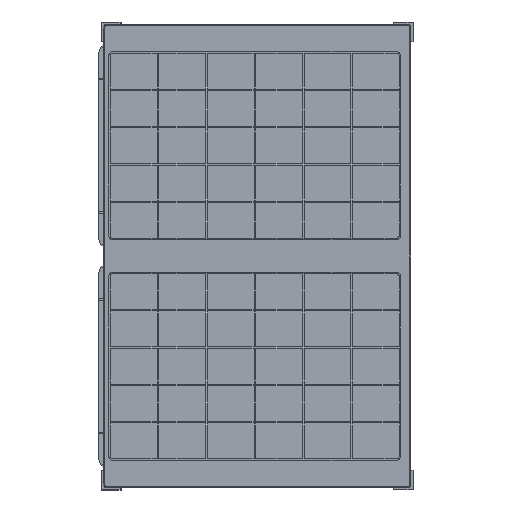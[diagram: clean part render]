
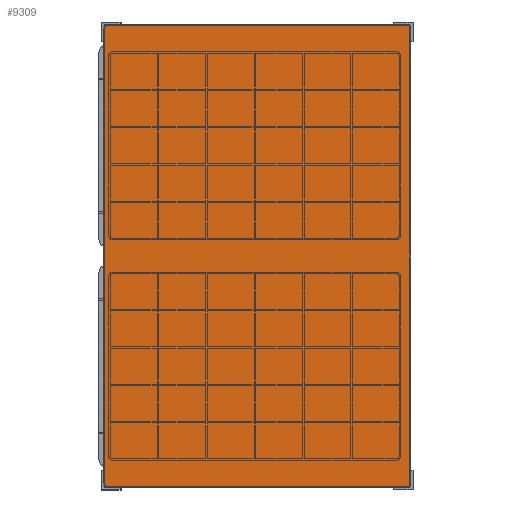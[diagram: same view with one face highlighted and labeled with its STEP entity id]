
A CAD part, front view. The second image highlights one B-rep face of the part: STEP entity #9309.
In plain terms, the highlighted face is planar.
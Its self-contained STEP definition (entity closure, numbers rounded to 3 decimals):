
#217=CIRCLE('',#13321,4.826);
#218=CIRCLE('',#13323,4.826);
#219=CIRCLE('',#13324,4.826);
#220=CIRCLE('',#13325,4.826);
#557=FACE_OUTER_BOUND('',#1257,.T.);
#1257=EDGE_LOOP('',(#5381,#5382,#5383,#5384,#5385,#5386,#5387,#5388,#5389,
#5390,#5391,#5392,#5393,#5394,#5395,#5396,#5397,#5398,#5399,#5400,#5401,
#5402,#5403,#5404,#5405,#5406,#5407,#5408,#5409,#5410,#5411,#5412));
#2022=VERTEX_POINT('',#17948);
#2023=VERTEX_POINT('',#17952);
#2034=VERTEX_POINT('',#17989);
#2035=VERTEX_POINT('',#17993);
#2046=VERTEX_POINT('',#18030);
#2047=VERTEX_POINT('',#18034);
#2058=VERTEX_POINT('',#18071);
#2059=VERTEX_POINT('',#18075);
#2062=VERTEX_POINT('',#18090);
#2065=VERTEX_POINT('',#18097);
#2066=VERTEX_POINT('',#18099);
#2088=VERTEX_POINT('',#18153);
#2089=VERTEX_POINT('',#18157);
#2090=VERTEX_POINT('',#18161);
#2091=VERTEX_POINT('',#18165);
#2092=VERTEX_POINT('',#18169);
#2093=VERTEX_POINT('',#18171);
#2094=VERTEX_POINT('',#18173);
#2095=VERTEX_POINT('',#18176);
#2096=VERTEX_POINT('',#18178);
#2097=VERTEX_POINT('',#18180);
#2098=VERTEX_POINT('',#18182);
#2099=VERTEX_POINT('',#18184);
#2100=VERTEX_POINT('',#18186);
#2101=VERTEX_POINT('',#18189);
#2102=VERTEX_POINT('',#18191);
#2103=VERTEX_POINT('',#18193);
#2104=VERTEX_POINT('',#18195);
#2105=VERTEX_POINT('',#18197);
#2106=VERTEX_POINT('',#18199);
#2107=VERTEX_POINT('',#18202);
#2108=VERTEX_POINT('',#18204);
#3268=EDGE_CURVE('',#2022,#2023,#10067,.T.);
#3288=EDGE_CURVE('',#2034,#2035,#10083,.T.);
#3308=EDGE_CURVE('',#2046,#2047,#10099,.T.);
#3328=EDGE_CURVE('',#2058,#2059,#10115,.T.);
#3331=EDGE_CURVE('',#2023,#2062,#10118,.T.);
#3334=EDGE_CURVE('',#2066,#2065,#10121,.T.);
#3337=EDGE_CURVE('',#2062,#2066,#10124,.T.);
#3363=EDGE_CURVE('',#2088,#2022,#10146,.T.);
#3365=EDGE_CURVE('',#2089,#2088,#10148,.T.);
#3367=EDGE_CURVE('',#2090,#2089,#10150,.T.);
#3369=EDGE_CURVE('',#2091,#2090,#217,.T.);
#3371=EDGE_CURVE('',#2065,#2092,#218,.T.);
#3372=EDGE_CURVE('',#2092,#2093,#10153,.T.);
#3373=EDGE_CURVE('',#2093,#2094,#10154,.T.);
#3374=EDGE_CURVE('',#2094,#2058,#10155,.T.);
#3375=EDGE_CURVE('',#2059,#2095,#10156,.T.);
#3376=EDGE_CURVE('',#2095,#2096,#10157,.T.);
#3377=EDGE_CURVE('',#2096,#2097,#10158,.T.);
#3378=EDGE_CURVE('',#2097,#2098,#219,.T.);
#3379=EDGE_CURVE('',#2098,#2099,#10159,.T.);
#3380=EDGE_CURVE('',#2099,#2100,#10160,.T.);
#3381=EDGE_CURVE('',#2100,#2046,#10161,.T.);
#3382=EDGE_CURVE('',#2047,#2101,#10162,.T.);
#3383=EDGE_CURVE('',#2101,#2102,#10163,.T.);
#3384=EDGE_CURVE('',#2102,#2103,#10164,.T.);
#3385=EDGE_CURVE('',#2103,#2104,#220,.T.);
#3386=EDGE_CURVE('',#2104,#2105,#10165,.T.);
#3387=EDGE_CURVE('',#2105,#2106,#10166,.T.);
#3388=EDGE_CURVE('',#2106,#2034,#10167,.T.);
#3389=EDGE_CURVE('',#2035,#2107,#10168,.T.);
#3390=EDGE_CURVE('',#2107,#2108,#10169,.T.);
#3391=EDGE_CURVE('',#2108,#2091,#10170,.T.);
#5381=ORIENTED_EDGE('',*,*,#3334,.T.);
#5382=ORIENTED_EDGE('',*,*,#3371,.T.);
#5383=ORIENTED_EDGE('',*,*,#3372,.T.);
#5384=ORIENTED_EDGE('',*,*,#3373,.T.);
#5385=ORIENTED_EDGE('',*,*,#3374,.T.);
#5386=ORIENTED_EDGE('',*,*,#3328,.T.);
#5387=ORIENTED_EDGE('',*,*,#3375,.T.);
#5388=ORIENTED_EDGE('',*,*,#3376,.T.);
#5389=ORIENTED_EDGE('',*,*,#3377,.T.);
#5390=ORIENTED_EDGE('',*,*,#3378,.T.);
#5391=ORIENTED_EDGE('',*,*,#3379,.T.);
#5392=ORIENTED_EDGE('',*,*,#3380,.T.);
#5393=ORIENTED_EDGE('',*,*,#3381,.T.);
#5394=ORIENTED_EDGE('',*,*,#3308,.T.);
#5395=ORIENTED_EDGE('',*,*,#3382,.T.);
#5396=ORIENTED_EDGE('',*,*,#3383,.T.);
#5397=ORIENTED_EDGE('',*,*,#3384,.T.);
#5398=ORIENTED_EDGE('',*,*,#3385,.T.);
#5399=ORIENTED_EDGE('',*,*,#3386,.T.);
#5400=ORIENTED_EDGE('',*,*,#3387,.T.);
#5401=ORIENTED_EDGE('',*,*,#3388,.T.);
#5402=ORIENTED_EDGE('',*,*,#3288,.T.);
#5403=ORIENTED_EDGE('',*,*,#3389,.T.);
#5404=ORIENTED_EDGE('',*,*,#3390,.T.);
#5405=ORIENTED_EDGE('',*,*,#3391,.T.);
#5406=ORIENTED_EDGE('',*,*,#3369,.T.);
#5407=ORIENTED_EDGE('',*,*,#3367,.T.);
#5408=ORIENTED_EDGE('',*,*,#3365,.T.);
#5409=ORIENTED_EDGE('',*,*,#3363,.T.);
#5410=ORIENTED_EDGE('',*,*,#3268,.T.);
#5411=ORIENTED_EDGE('',*,*,#3331,.T.);
#5412=ORIENTED_EDGE('',*,*,#3337,.T.);
#8668=PLANE('',#13322);
#9309=ADVANCED_FACE('',(#557),#8668,.F.);
#10067=LINE('',#17963,#11679);
#10083=LINE('',#18004,#11695);
#10099=LINE('',#18045,#11711);
#10115=LINE('',#18086,#11727);
#10118=LINE('',#18092,#11730);
#10121=LINE('',#18100,#11733);
#10124=LINE('',#18104,#11736);
#10146=LINE('',#18154,#11758);
#10148=LINE('',#18158,#11760);
#10150=LINE('',#18162,#11762);
#10153=LINE('',#18172,#11765);
#10154=LINE('',#18174,#11766);
#10155=LINE('',#18175,#11767);
#10156=LINE('',#18177,#11768);
#10157=LINE('',#18179,#11769);
#10158=LINE('',#18181,#11770);
#10159=LINE('',#18185,#11771);
#10160=LINE('',#18187,#11772);
#10161=LINE('',#18188,#11773);
#10162=LINE('',#18190,#11774);
#10163=LINE('',#18192,#11775);
#10164=LINE('',#18194,#11776);
#10165=LINE('',#18198,#11777);
#10166=LINE('',#18200,#11778);
#10167=LINE('',#18201,#11779);
#10168=LINE('',#18203,#11780);
#10169=LINE('',#18205,#11781);
#10170=LINE('',#18206,#11782);
#11679=VECTOR('',#14429,880.823);
#11695=VECTOR('',#14471,580.823);
#11711=VECTOR('',#14513,880.823);
#11727=VECTOR('',#14555,580.823);
#11730=VECTOR('',#14560,0.5);
#11733=VECTOR('',#14565,2.395);
#11736=VECTOR('',#14570,1.);
#11758=VECTOR('',#14604,0.5);
#11760=VECTOR('',#14608,1.);
#11762=VECTOR('',#14612,2.395);
#11765=VECTOR('',#14623,2.395);
#11766=VECTOR('',#14624,1.);
#11767=VECTOR('',#14625,0.5);
#11768=VECTOR('',#14626,0.5);
#11769=VECTOR('',#14627,1.);
#11770=VECTOR('',#14628,2.395);
#11771=VECTOR('',#14631,2.395);
#11772=VECTOR('',#14632,1.);
#11773=VECTOR('',#14633,0.5);
#11774=VECTOR('',#14634,0.5);
#11775=VECTOR('',#14635,1.);
#11776=VECTOR('',#14636,2.395);
#11777=VECTOR('',#14639,2.395);
#11778=VECTOR('',#14640,1.);
#11779=VECTOR('',#14641,0.5);
#11780=VECTOR('',#14642,0.5);
#11781=VECTOR('',#14643,1.);
#11782=VECTOR('',#14644,2.395);
#13321=AXIS2_PLACEMENT_3D('',#18166,#14616,#14617);
#13322=AXIS2_PLACEMENT_3D('',#18168,#14619,#14620);
#13323=AXIS2_PLACEMENT_3D('',#18170,#14621,#14622);
#13324=AXIS2_PLACEMENT_3D('',#18183,#14629,#14630);
#13325=AXIS2_PLACEMENT_3D('',#18196,#14637,#14638);
#14429=DIRECTION('',(0.,-1.,0.));
#14471=DIRECTION('',(1.,0.,0.));
#14513=DIRECTION('',(0.,1.,0.));
#14555=DIRECTION('',(-1.,0.,0.));
#14560=DIRECTION('',(-1.,0.,0.));
#14565=DIRECTION('',(1.,0.,0.));
#14570=DIRECTION('',(0.,-1.,0.));
#14604=DIRECTION('',(1.,0.,0.));
#14608=DIRECTION('',(0.,-1.,0.));
#14612=DIRECTION('',(-1.,0.,0.));
#14616=DIRECTION('center_axis',(0.,0.,-1.));
#14617=DIRECTION('ref_axis',(-1.,0.,0.));
#14619=DIRECTION('center_axis',(0.,0.,1.));
#14620=DIRECTION('ref_axis',(1.,0.,0.));
#14621=DIRECTION('center_axis',(0.,0.,-1.));
#14622=DIRECTION('ref_axis',(0.,1.,0.));
#14623=DIRECTION('',(0.,1.,0.));
#14624=DIRECTION('',(-1.,0.,0.));
#14625=DIRECTION('',(0.,-1.,0.));
#14626=DIRECTION('',(0.,1.,0.));
#14627=DIRECTION('',(-1.,0.,0.));
#14628=DIRECTION('',(0.,-1.,0.));
#14629=DIRECTION('center_axis',(0.,0.,-1.));
#14630=DIRECTION('ref_axis',(1.,0.,0.));
#14631=DIRECTION('',(1.,0.,0.));
#14632=DIRECTION('',(0.,1.,0.));
#14633=DIRECTION('',(-1.,0.,0.));
#14634=DIRECTION('',(1.,0.,0.));
#14635=DIRECTION('',(0.,1.,0.));
#14636=DIRECTION('',(-1.,0.,0.));
#14637=DIRECTION('center_axis',(0.,0.,-1.));
#14638=DIRECTION('ref_axis',(0.,-1.,0.));
#14639=DIRECTION('',(0.,-1.,0.));
#14640=DIRECTION('',(1.,0.,0.));
#14641=DIRECTION('',(0.,1.,0.));
#14642=DIRECTION('',(0.,-1.,0.));
#14643=DIRECTION('',(1.,0.,0.));
#14644=DIRECTION('',(0.,1.,0.));
#17948=CARTESIAN_POINT('',(574.188,871.362,0.));
#17952=CARTESIAN_POINT('',(574.188,-9.462,0.));
#17963=CARTESIAN_POINT('',(574.188,210.744,0.));
#17989=CARTESIAN_POINT('',(-9.462,874.188,0.));
#17993=CARTESIAN_POINT('',(571.362,874.188,0.));
#18004=CARTESIAN_POINT('',(426.156,874.188,0.));
#18030=CARTESIAN_POINT('',(-12.288,-9.462,0.));
#18034=CARTESIAN_POINT('',(-12.288,871.362,0.));
#18045=CARTESIAN_POINT('',(-12.288,651.156,0.));
#18071=CARTESIAN_POINT('',(571.362,-12.288,0.));
#18075=CARTESIAN_POINT('',(-9.461,-12.288,0.));
#18086=CARTESIAN_POINT('',(135.744,-12.288,0.));
#18090=CARTESIAN_POINT('',(573.688,-9.462,0.));
#18092=CARTESIAN_POINT('',(427.319,-9.462,0.));
#18097=CARTESIAN_POINT('',(576.083,-10.462,0.));
#18099=CARTESIAN_POINT('',(573.688,-10.462,0.));
#18100=CARTESIAN_POINT('',(428.516,-10.462,0.));
#18104=CARTESIAN_POINT('',(573.688,210.244,0.));
#18153=CARTESIAN_POINT('',(573.688,871.362,0.));
#18154=CARTESIAN_POINT('',(428.569,871.362,0.));
#18157=CARTESIAN_POINT('',(573.688,872.362,0.));
#18158=CARTESIAN_POINT('',(573.688,651.156,0.));
#18161=CARTESIAN_POINT('',(576.083,872.362,0.));
#18162=CARTESIAN_POINT('',(427.319,872.362,0.));
#18165=CARTESIAN_POINT('',(572.362,876.083,0.));
#18166=CARTESIAN_POINT('Origin',(571.361,871.362,0.));
#18168=CARTESIAN_POINT('Origin',(280.95,430.95,0.));
#18169=CARTESIAN_POINT('',(572.362,-14.183,0.));
#18170=CARTESIAN_POINT('Origin',(571.362,-9.462,0.));
#18171=CARTESIAN_POINT('',(572.362,-11.788,0.));
#18172=CARTESIAN_POINT('',(572.362,209.581,0.));
#18173=CARTESIAN_POINT('',(571.362,-11.788,0.));
#18174=CARTESIAN_POINT('',(426.156,-11.788,0.));
#18175=CARTESIAN_POINT('',(571.362,208.331,0.));
#18176=CARTESIAN_POINT('',(-9.461,-11.788,0.));
#18177=CARTESIAN_POINT('',(-9.461,209.581,0.));
#18178=CARTESIAN_POINT('',(-10.462,-11.788,0.));
#18179=CARTESIAN_POINT('',(135.244,-11.788,0.));
#18180=CARTESIAN_POINT('',(-10.462,-14.183,0.));
#18181=CARTESIAN_POINT('',(-10.462,208.384,0.));
#18182=CARTESIAN_POINT('',(-14.183,-10.462,0.));
#18183=CARTESIAN_POINT('Origin',(-9.462,-9.462,0.));
#18184=CARTESIAN_POINT('',(-11.788,-10.462,0.));
#18185=CARTESIAN_POINT('',(134.581,-10.462,0.));
#18186=CARTESIAN_POINT('',(-11.788,-9.462,0.));
#18187=CARTESIAN_POINT('',(-11.788,210.744,0.));
#18188=CARTESIAN_POINT('',(133.331,-9.462,0.));
#18189=CARTESIAN_POINT('',(-11.788,871.362,0.));
#18190=CARTESIAN_POINT('',(134.581,871.362,0.));
#18191=CARTESIAN_POINT('',(-11.788,872.362,0.));
#18192=CARTESIAN_POINT('',(-11.788,651.656,0.));
#18193=CARTESIAN_POINT('',(-14.183,872.362,0.));
#18194=CARTESIAN_POINT('',(133.384,872.362,0.));
#18195=CARTESIAN_POINT('',(-10.462,876.083,0.));
#18196=CARTESIAN_POINT('Origin',(-9.462,871.362,0.));
#18197=CARTESIAN_POINT('',(-10.462,873.688,0.));
#18198=CARTESIAN_POINT('',(-10.462,652.319,0.));
#18199=CARTESIAN_POINT('',(-9.462,873.688,0.));
#18200=CARTESIAN_POINT('',(135.744,873.688,0.));
#18201=CARTESIAN_POINT('',(-9.462,653.569,0.));
#18202=CARTESIAN_POINT('',(571.362,873.688,0.));
#18203=CARTESIAN_POINT('',(571.362,652.319,0.));
#18204=CARTESIAN_POINT('',(572.362,873.688,0.));
#18205=CARTESIAN_POINT('',(426.656,873.688,0.));
#18206=CARTESIAN_POINT('',(572.362,653.516,0.));
